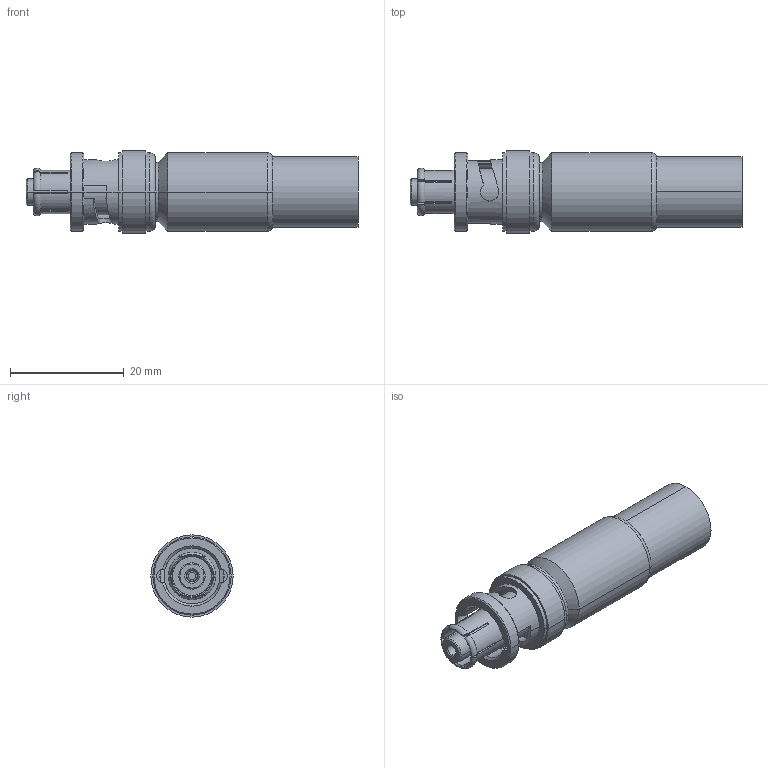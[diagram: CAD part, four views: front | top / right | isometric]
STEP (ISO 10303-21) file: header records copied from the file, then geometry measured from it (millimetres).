
FILE_DESCRIPTION (( 'STEP AP203' ), '1' );
FILE_NAME ('FMCN45846_3D.STEP', '2022-09-14T20:54:07', ( '' ), ( '' ), 'SwSTEP 2.0', 'SolidWorks 2021', '' );
FILE_SCHEMA (( 'CONFIG_CONTROL_DESIGN' ));
Length unit declared in the file: inch
Products named in the file (5): Copy of PE45846-3_GASKET-O^FMCN45846; Copy of PE45846-2_CONTACT^FMCN45846; FMCN45846_3D; Copy of PE45846-4_FERRULE^FMCN45846; Copy of PE45846-1^FMCN45846
Assembly tree (4 placements, depth 2):
  FMCN45846_3D
    Copy of PE45846-1^FMCN45846
    Copy of PE45846-2_CONTACT^FMCN45846
    Copy of PE45846-3_GASKET-O^FMCN45846
    Copy of PE45846-4_FERRULE^FMCN45846
Bounding box: 58.5 x 14.5 x 14.5 mm (x, y, z)
Volume: 5308.3 mm3; surface area: 5234.8 mm2
Topology: 4 solids, 4 shells, 194 faces, 484 edges, 308 vertices
Faces by surface type: plane 74, cylinder 71, cone 35, torus 14
Entity records: 7155 total; most frequent: CARTESIAN_POINT 1944, DIRECTION 1024, ORIENTED_EDGE 968, EDGE_CURVE 484, AXIS2_PLACEMENT_3D 418, VERTEX_POINT 308, CIRCLE 217, EDGE_LOOP 216
